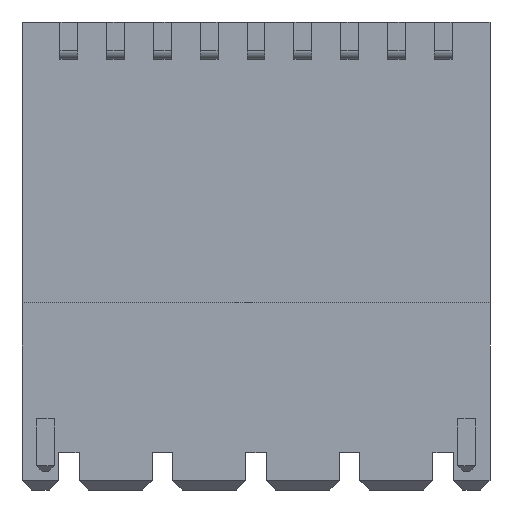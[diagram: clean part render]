
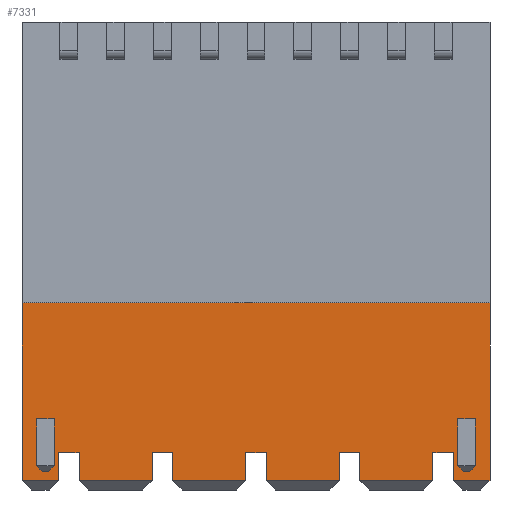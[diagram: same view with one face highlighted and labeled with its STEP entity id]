
A CAD part, front view. The second image highlights one B-rep face of the part: STEP entity #7331.
In plain terms, the highlighted planar face has unit normal (0, -1, 0).
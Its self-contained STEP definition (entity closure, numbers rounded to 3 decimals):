
#78=ORIENTED_EDGE('',*,*,#2250,.F.);
#79=ORIENTED_EDGE('',*,*,#2251,.T.);
#80=ORIENTED_EDGE('',*,*,#2252,.T.);
#81=ORIENTED_EDGE('',*,*,#2253,.T.);
#82=ORIENTED_EDGE('',*,*,#2254,.T.);
#83=ORIENTED_EDGE('',*,*,#2255,.F.);
#84=ORIENTED_EDGE('',*,*,#2256,.F.);
#85=ORIENTED_EDGE('',*,*,#2257,.T.);
#86=ORIENTED_EDGE('',*,*,#2258,.T.);
#87=ORIENTED_EDGE('',*,*,#2259,.T.);
#88=ORIENTED_EDGE('',*,*,#2260,.T.);
#89=ORIENTED_EDGE('',*,*,#2261,.F.);
#90=ORIENTED_EDGE('',*,*,#2262,.F.);
#91=ORIENTED_EDGE('',*,*,#2263,.T.);
#92=ORIENTED_EDGE('',*,*,#2264,.F.);
#93=ORIENTED_EDGE('',*,*,#2265,.T.);
#94=ORIENTED_EDGE('',*,*,#2266,.T.);
#95=ORIENTED_EDGE('',*,*,#2267,.T.);
#96=ORIENTED_EDGE('',*,*,#2268,.F.);
#97=ORIENTED_EDGE('',*,*,#2269,.T.);
#98=ORIENTED_EDGE('',*,*,#2270,.T.);
#99=ORIENTED_EDGE('',*,*,#2271,.T.);
#100=ORIENTED_EDGE('',*,*,#2272,.F.);
#101=ORIENTED_EDGE('',*,*,#2273,.T.);
#102=ORIENTED_EDGE('',*,*,#2274,.T.);
#103=ORIENTED_EDGE('',*,*,#2275,.T.);
#104=ORIENTED_EDGE('',*,*,#2276,.F.);
#105=ORIENTED_EDGE('',*,*,#2277,.T.);
#106=ORIENTED_EDGE('',*,*,#2278,.T.);
#107=ORIENTED_EDGE('',*,*,#2279,.T.);
#108=ORIENTED_EDGE('',*,*,#2280,.F.);
#109=ORIENTED_EDGE('',*,*,#2281,.T.);
#110=ORIENTED_EDGE('',*,*,#2282,.T.);
#111=ORIENTED_EDGE('',*,*,#2283,.T.);
#112=ORIENTED_EDGE('',*,*,#2284,.T.);
#113=ORIENTED_EDGE('',*,*,#2285,.F.);
#2250=EDGE_CURVE('',#3336,#3337,#4044,.T.);
#2251=EDGE_CURVE('',#3336,#3338,#4045,.T.);
#2252=EDGE_CURVE('',#3338,#3339,#4046,.F.);
#2253=EDGE_CURVE('',#3339,#3340,#4047,.T.);
#2254=EDGE_CURVE('',#3340,#3341,#4048,.F.);
#2255=EDGE_CURVE('',#3337,#3341,#4049,.T.);
#2256=EDGE_CURVE('',#3342,#3343,#4050,.T.);
#2257=EDGE_CURVE('',#3342,#3344,#4051,.T.);
#2258=EDGE_CURVE('',#3344,#3345,#4052,.T.);
#2259=EDGE_CURVE('',#3345,#3346,#4053,.T.);
#2260=EDGE_CURVE('',#3346,#3347,#4054,.T.);
#2261=EDGE_CURVE('',#3348,#3347,#4055,.T.);
#2262=EDGE_CURVE('',#3349,#3348,#4056,.T.);
#2263=EDGE_CURVE('',#3349,#3350,#4057,.T.);
#2264=EDGE_CURVE('',#3351,#3350,#4058,.T.);
#2265=EDGE_CURVE('',#3351,#3352,#4059,.T.);
#2266=EDGE_CURVE('',#3352,#3353,#4060,.T.);
#2267=EDGE_CURVE('',#3353,#3354,#4061,.T.);
#2268=EDGE_CURVE('',#3355,#3354,#4062,.T.);
#2269=EDGE_CURVE('',#3355,#3356,#4063,.T.);
#2270=EDGE_CURVE('',#3356,#3357,#4064,.T.);
#2271=EDGE_CURVE('',#3357,#3358,#4065,.T.);
#2272=EDGE_CURVE('',#3359,#3358,#4066,.T.);
#2273=EDGE_CURVE('',#3359,#3360,#4067,.T.);
#2274=EDGE_CURVE('',#3360,#3361,#4068,.T.);
#2275=EDGE_CURVE('',#3361,#3362,#4069,.T.);
#2276=EDGE_CURVE('',#3363,#3362,#4070,.T.);
#2277=EDGE_CURVE('',#3363,#3364,#4071,.T.);
#2278=EDGE_CURVE('',#3364,#3365,#4072,.T.);
#2279=EDGE_CURVE('',#3365,#3343,#4073,.T.);
#2280=EDGE_CURVE('',#3366,#3367,#4074,.T.);
#2281=EDGE_CURVE('',#3366,#3368,#4075,.T.);
#2282=EDGE_CURVE('',#3368,#3369,#4076,.F.);
#2283=EDGE_CURVE('',#3369,#3370,#4077,.T.);
#2284=EDGE_CURVE('',#3370,#3371,#4078,.F.);
#2285=EDGE_CURVE('',#3367,#3371,#4079,.T.);
#3336=VERTEX_POINT('',#10068);
#3337=VERTEX_POINT('',#10069);
#3338=VERTEX_POINT('',#10071);
#3339=VERTEX_POINT('',#10073);
#3340=VERTEX_POINT('',#10075);
#3341=VERTEX_POINT('',#10077);
#3342=VERTEX_POINT('',#10080);
#3343=VERTEX_POINT('',#10081);
#3344=VERTEX_POINT('',#10083);
#3345=VERTEX_POINT('',#10085);
#3346=VERTEX_POINT('',#10087);
#3347=VERTEX_POINT('',#10089);
#3348=VERTEX_POINT('',#10091);
#3349=VERTEX_POINT('',#10093);
#3350=VERTEX_POINT('',#10095);
#3351=VERTEX_POINT('',#10097);
#3352=VERTEX_POINT('',#10099);
#3353=VERTEX_POINT('',#10101);
#3354=VERTEX_POINT('',#10103);
#3355=VERTEX_POINT('',#10105);
#3356=VERTEX_POINT('',#10107);
#3357=VERTEX_POINT('',#10109);
#3358=VERTEX_POINT('',#10111);
#3359=VERTEX_POINT('',#10113);
#3360=VERTEX_POINT('',#10115);
#3361=VERTEX_POINT('',#10117);
#3362=VERTEX_POINT('',#10119);
#3363=VERTEX_POINT('',#10121);
#3364=VERTEX_POINT('',#10123);
#3365=VERTEX_POINT('',#10125);
#3366=VERTEX_POINT('',#10128);
#3367=VERTEX_POINT('',#10129);
#3368=VERTEX_POINT('',#10131);
#3369=VERTEX_POINT('',#10133);
#3370=VERTEX_POINT('',#10135);
#3371=VERTEX_POINT('',#10137);
#4044=LINE('',#10067,#5094);
#4045=LINE('',#10070,#5095);
#4046=LINE('',#10072,#5096);
#4047=LINE('',#10074,#5097);
#4048=LINE('',#10076,#5098);
#4049=LINE('',#10078,#5099);
#4050=LINE('',#10079,#5100);
#4051=LINE('',#10082,#5101);
#4052=LINE('',#10084,#5102);
#4053=LINE('',#10086,#5103);
#4054=LINE('',#10088,#5104);
#4055=LINE('',#10090,#5105);
#4056=LINE('',#10092,#5106);
#4057=LINE('',#10094,#5107);
#4058=LINE('',#10096,#5108);
#4059=LINE('',#10098,#5109);
#4060=LINE('',#10100,#5110);
#4061=LINE('',#10102,#5111);
#4062=LINE('',#10104,#5112);
#4063=LINE('',#10106,#5113);
#4064=LINE('',#10108,#5114);
#4065=LINE('',#10110,#5115);
#4066=LINE('',#10112,#5116);
#4067=LINE('',#10114,#5117);
#4068=LINE('',#10116,#5118);
#4069=LINE('',#10118,#5119);
#4070=LINE('',#10120,#5120);
#4071=LINE('',#10122,#5121);
#4072=LINE('',#10124,#5122);
#4073=LINE('',#10126,#5123);
#4074=LINE('',#10127,#5124);
#4075=LINE('',#10130,#5125);
#4076=LINE('',#10132,#5126);
#4077=LINE('',#10134,#5127);
#4078=LINE('',#10136,#5128);
#4079=LINE('',#10138,#5129);
#5094=VECTOR('',#8165,1000.);
#5095=VECTOR('',#8166,1000.);
#5096=VECTOR('',#8167,1000.);
#5097=VECTOR('',#8168,1000.);
#5098=VECTOR('',#8169,1000.);
#5099=VECTOR('',#8170,1000.);
#5100=VECTOR('',#8171,1000.);
#5101=VECTOR('',#8172,1000.);
#5102=VECTOR('',#8173,1000.);
#5103=VECTOR('',#8174,1000.);
#5104=VECTOR('',#8175,1000.);
#5105=VECTOR('',#8176,1000.);
#5106=VECTOR('',#8177,1000.);
#5107=VECTOR('',#8178,1000.);
#5108=VECTOR('',#8179,1000.);
#5109=VECTOR('',#8180,1000.);
#5110=VECTOR('',#8181,1000.);
#5111=VECTOR('',#8182,1000.);
#5112=VECTOR('',#8183,1000.);
#5113=VECTOR('',#8184,1000.);
#5114=VECTOR('',#8185,1000.);
#5115=VECTOR('',#8186,1000.);
#5116=VECTOR('',#8187,1000.);
#5117=VECTOR('',#8188,1000.);
#5118=VECTOR('',#8189,1000.);
#5119=VECTOR('',#8190,1000.);
#5120=VECTOR('',#8191,1000.);
#5121=VECTOR('',#8192,1000.);
#5122=VECTOR('',#8193,1000.);
#5123=VECTOR('',#8194,1000.);
#5124=VECTOR('',#8195,1000.);
#5125=VECTOR('',#8196,1000.);
#5126=VECTOR('',#8197,1000.);
#5127=VECTOR('',#8198,1000.);
#5128=VECTOR('',#8199,1000.);
#5129=VECTOR('',#8200,1000.);
#6144=EDGE_LOOP('',(#78,#79,#80,#81,#82,#83));
#6145=EDGE_LOOP('',(#84,#85,#86,#87,#88,#89,#90,#91,#92,#93,#94,#95,#96,
#97,#98,#99,#100,#101,#102,#103,#104,#105,#106,#107));
#6146=EDGE_LOOP('',(#108,#109,#110,#111,#112,#113));
#6552=FACE_BOUND('',#6144,.T.);
#6553=FACE_BOUND('',#6145,.T.);
#6554=FACE_BOUND('',#6146,.T.);
#6960=PLANE('',#7735);
#7331=ADVANCED_FACE('',(#6552,#6553,#6554),#6960,.F.);
#7735=AXIS2_PLACEMENT_3D('',#10066,#8163,#8164);
#8163=DIRECTION('',(0.,1.,0.));
#8164=DIRECTION('',(0.,0.,1.));
#8165=DIRECTION('',(-1.,0.,0.));
#8166=DIRECTION('',(0.,0.,-1.));
#8167=DIRECTION('',(0.707,0.,0.707));
#8168=DIRECTION('',(-1.,0.,0.));
#8169=DIRECTION('',(0.707,0.,-0.707));
#8170=DIRECTION('',(0.,0.,-1.));
#8171=DIRECTION('',(0.,0.,-1.));
#8172=DIRECTION('',(1.,0.,0.));
#8173=DIRECTION('',(0.,0.,-1.));
#8174=DIRECTION('',(1.,0.,0.));
#8175=DIRECTION('',(0.,0.,1.));
#8176=DIRECTION('',(1.,0.,0.));
#8177=DIRECTION('',(0.,0.,1.));
#8178=DIRECTION('',(1.,0.,0.));
#8179=DIRECTION('',(0.,0.,-1.));
#8180=DIRECTION('',(1.,0.,0.));
#8181=DIRECTION('',(0.,0.,-1.));
#8182=DIRECTION('',(1.,0.,0.));
#8183=DIRECTION('',(0.,0.,-1.));
#8184=DIRECTION('',(1.,0.,0.));
#8185=DIRECTION('',(0.,0.,-1.));
#8186=DIRECTION('',(1.,0.,0.));
#8187=DIRECTION('',(0.,0.,-1.));
#8188=DIRECTION('',(1.,0.,0.));
#8189=DIRECTION('',(0.,0.,-1.));
#8190=DIRECTION('',(1.,0.,0.));
#8191=DIRECTION('',(0.,0.,-1.));
#8192=DIRECTION('',(1.,0.,0.));
#8193=DIRECTION('',(0.,0.,-1.));
#8194=DIRECTION('',(1.,0.,0.));
#8195=DIRECTION('',(-1.,0.,0.));
#8196=DIRECTION('',(0.,0.,-1.));
#8197=DIRECTION('',(0.707,0.,0.707));
#8198=DIRECTION('',(-1.,0.,0.));
#8199=DIRECTION('',(0.707,0.,-0.707));
#8200=DIRECTION('',(0.,0.,-1.));
#10066=CARTESIAN_POINT('',(-12.5,-4.5,-2.5));
#10067=CARTESIAN_POINT('',(-10.775,-4.5,-8.7));
#10068=CARTESIAN_POINT('',(-10.775,-4.5,-8.7));
#10069=CARTESIAN_POINT('',(-11.725,-4.5,-8.7));
#10070=CARTESIAN_POINT('',(-10.775,-4.5,-8.7));
#10071=CARTESIAN_POINT('',(-10.775,-4.5,-11.2));
#10072=CARTESIAN_POINT('',(-7.288,-4.5,-7.713));
#10073=CARTESIAN_POINT('',(-11.075,-4.5,-11.5));
#10074=CARTESIAN_POINT('',(-10.775,-4.5,-11.5));
#10075=CARTESIAN_POINT('',(-11.425,-4.5,-11.5));
#10076=CARTESIAN_POINT('',(-16.463,-4.5,-6.463));
#10077=CARTESIAN_POINT('',(-11.725,-4.5,-11.2));
#10078=CARTESIAN_POINT('',(-11.725,-4.5,-8.7));
#10079=CARTESIAN_POINT('',(9.45,-4.5,-10.5));
#10080=CARTESIAN_POINT('',(9.45,-4.5,-10.5));
#10081=CARTESIAN_POINT('',(9.45,-4.5,-12.));
#10082=CARTESIAN_POINT('',(-12.5,-4.5,-10.5));
#10083=CARTESIAN_POINT('',(10.55,-4.5,-10.5));
#10084=CARTESIAN_POINT('',(10.55,-4.5,-10.5));
#10085=CARTESIAN_POINT('',(10.55,-4.5,-12.));
#10086=CARTESIAN_POINT('',(-12.5,-4.5,-12.));
#10087=CARTESIAN_POINT('',(12.5,-4.5,-12.));
#10088=CARTESIAN_POINT('',(12.5,-4.5,-2.5));
#10089=CARTESIAN_POINT('',(12.5,-4.5,-2.5));
#10090=CARTESIAN_POINT('',(-12.5,-4.5,-2.5));
#10091=CARTESIAN_POINT('',(-12.5,-4.5,-2.5));
#10092=CARTESIAN_POINT('',(-12.5,-4.5,-2.5));
#10093=CARTESIAN_POINT('',(-12.5,-4.5,-12.));
#10094=CARTESIAN_POINT('',(-12.5,-4.5,-12.));
#10095=CARTESIAN_POINT('',(-10.55,-4.5,-12.));
#10096=CARTESIAN_POINT('',(-10.55,-4.5,-10.5));
#10097=CARTESIAN_POINT('',(-10.55,-4.5,-10.5));
#10098=CARTESIAN_POINT('',(-10.55,-4.5,-10.5));
#10099=CARTESIAN_POINT('',(-9.45,-4.5,-10.5));
#10100=CARTESIAN_POINT('',(-9.45,-4.5,-10.5));
#10101=CARTESIAN_POINT('',(-9.45,-4.5,-12.));
#10102=CARTESIAN_POINT('',(-12.5,-4.5,-12.));
#10103=CARTESIAN_POINT('',(-5.55,-4.5,-12.));
#10104=CARTESIAN_POINT('',(-5.55,-4.5,-10.5));
#10105=CARTESIAN_POINT('',(-5.55,-4.5,-10.5));
#10106=CARTESIAN_POINT('',(-12.5,-4.5,-10.5));
#10107=CARTESIAN_POINT('',(-4.45,-4.5,-10.5));
#10108=CARTESIAN_POINT('',(-4.45,-4.5,-10.5));
#10109=CARTESIAN_POINT('',(-4.45,-4.5,-12.));
#10110=CARTESIAN_POINT('',(-12.5,-4.5,-12.));
#10111=CARTESIAN_POINT('',(-0.55,-4.5,-12.));
#10112=CARTESIAN_POINT('',(-0.55,-4.5,-10.5));
#10113=CARTESIAN_POINT('',(-0.55,-4.5,-10.5));
#10114=CARTESIAN_POINT('',(-7.5,-4.5,-10.5));
#10115=CARTESIAN_POINT('',(0.55,-4.5,-10.5));
#10116=CARTESIAN_POINT('',(0.55,-4.5,-10.5));
#10117=CARTESIAN_POINT('',(0.55,-4.5,-12.));
#10118=CARTESIAN_POINT('',(-12.5,-4.5,-12.));
#10119=CARTESIAN_POINT('',(4.45,-4.5,-12.));
#10120=CARTESIAN_POINT('',(4.45,-4.5,-10.5));
#10121=CARTESIAN_POINT('',(4.45,-4.5,-10.5));
#10122=CARTESIAN_POINT('',(-2.5,-4.5,-10.5));
#10123=CARTESIAN_POINT('',(5.55,-4.5,-10.5));
#10124=CARTESIAN_POINT('',(5.55,-4.5,-10.5));
#10125=CARTESIAN_POINT('',(5.55,-4.5,-12.));
#10126=CARTESIAN_POINT('',(-12.5,-4.5,-12.));
#10127=CARTESIAN_POINT('',(11.725,-4.5,-8.7));
#10128=CARTESIAN_POINT('',(11.725,-4.5,-8.7));
#10129=CARTESIAN_POINT('',(10.775,-4.5,-8.7));
#10130=CARTESIAN_POINT('',(11.725,-4.5,-8.7));
#10131=CARTESIAN_POINT('',(11.725,-4.5,-11.2));
#10132=CARTESIAN_POINT('',(3.963,-4.5,-18.963));
#10133=CARTESIAN_POINT('',(11.425,-4.5,-11.5));
#10134=CARTESIAN_POINT('',(11.725,-4.5,-11.5));
#10135=CARTESIAN_POINT('',(11.075,-4.5,-11.5));
#10136=CARTESIAN_POINT('',(-5.213,-4.5,4.788));
#10137=CARTESIAN_POINT('',(10.775,-4.5,-11.2));
#10138=CARTESIAN_POINT('',(10.775,-4.5,-8.7));
